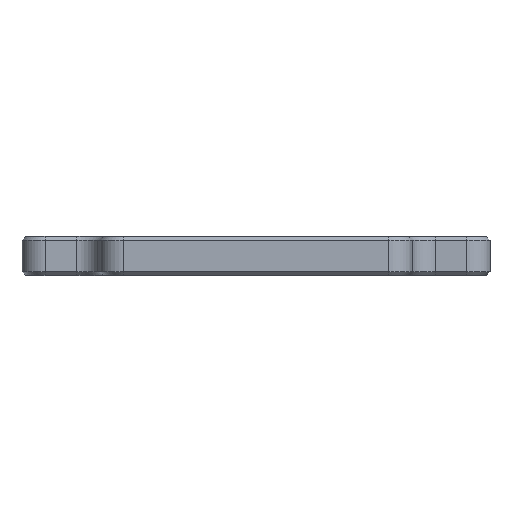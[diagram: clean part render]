
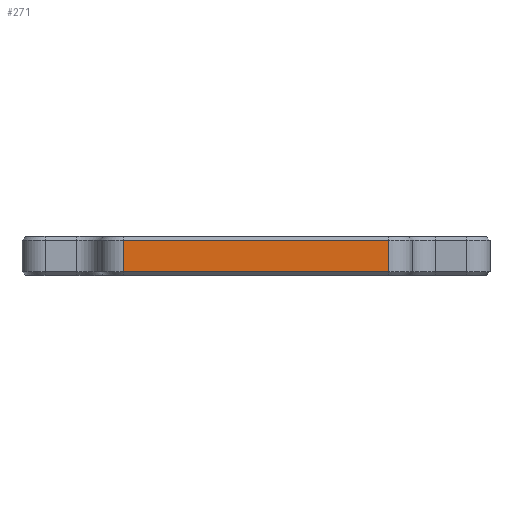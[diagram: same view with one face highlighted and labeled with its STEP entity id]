
A CAD part, front view. The second image highlights one B-rep face of the part: STEP entity #271.
In plain terms, the highlighted free-form (B-spline) face has degree [1, 1] with [2, 2] control points.
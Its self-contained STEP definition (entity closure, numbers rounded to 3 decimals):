
#236=CARTESIAN_POINT('',(-20.,-82.,0.));
#237=CARTESIAN_POINT('',(-20.,-82.,5.));
#238=CARTESIAN_POINT('',(20.,-82.,0.));
#239=CARTESIAN_POINT('',(20.,-82.,5.));
#240=B_SPLINE_SURFACE_WITH_KNOTS('',1,1,((#236,#237),(#238,#239)),.PLANE_SURF.,.F.,.F.,.U.,(2,2),(2,2),(0.,1.),(0.,1.),.UNSPECIFIED.);
#241=CARTESIAN_POINT('',(17.,-82.,0.5));
#242=VERTEX_POINT('',#241);
#243=CARTESIAN_POINT('',(17.,-82.,4.5));
#244=VERTEX_POINT('',#243);
#245=CARTESIAN_POINT('',(17.,-82.,0.5));
#246=CARTESIAN_POINT('',(17.,-82.,4.5));
#247=B_SPLINE_CURVE_WITH_KNOTS('',1,(#245,#246),.POLYLINE_FORM.,.F.,.U.,(2,2),(0.1,0.9),.UNSPECIFIED.);
#248=EDGE_CURVE('',#242,#244,#247,.T.);
#249=ORIENTED_EDGE('',*,*,#248,.T.);
#250=CARTESIAN_POINT('',(-17.,-82.,4.5));
#251=VERTEX_POINT('',#250);
#252=CARTESIAN_POINT('',(-17.,-82.,4.5));
#253=CARTESIAN_POINT('',(17.,-82.,4.5));
#254=B_SPLINE_CURVE_WITH_KNOTS('',1,(#252,#253),.POLYLINE_FORM.,.F.,.U.,(2,2),(0.,1.),.UNSPECIFIED.);
#255=EDGE_CURVE('',#251,#244,#254,.T.);
#256=ORIENTED_EDGE('',*,*,#255,.F.);
#257=CARTESIAN_POINT('',(-17.,-82.,0.5));
#258=VERTEX_POINT('',#257);
#259=CARTESIAN_POINT('',(-17.,-82.,0.5));
#260=CARTESIAN_POINT('',(-17.,-82.,4.5));
#261=B_SPLINE_CURVE_WITH_KNOTS('',1,(#259,#260),.POLYLINE_FORM.,.F.,.U.,(2,2),(0.1,0.9),.UNSPECIFIED.);
#262=EDGE_CURVE('',#258,#251,#261,.T.);
#263=ORIENTED_EDGE('',*,*,#262,.F.);
#264=CARTESIAN_POINT('',(-17.,-82.,0.5));
#265=CARTESIAN_POINT('',(17.,-82.,0.5));
#266=B_SPLINE_CURVE_WITH_KNOTS('',1,(#264,#265),.POLYLINE_FORM.,.F.,.U.,(2,2),(0.,1.),.UNSPECIFIED.);
#267=EDGE_CURVE('',#258,#242,#266,.T.);
#268=ORIENTED_EDGE('',*,*,#267,.T.);
#269=EDGE_LOOP('',(#249,#256,#263,#268));
#270=FACE_OUTER_BOUND('',#269,.T.);
#271=ADVANCED_FACE('',(#270),#240,.T.);
